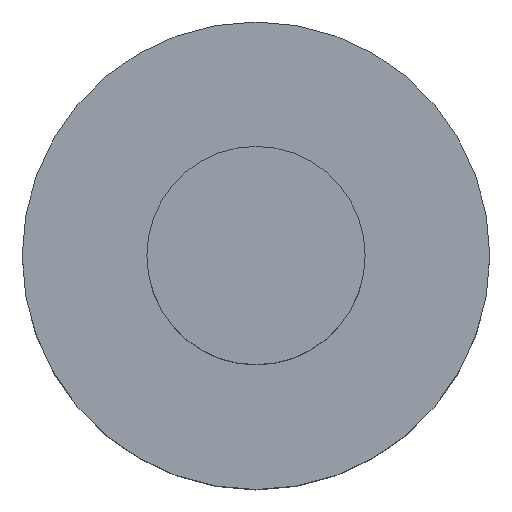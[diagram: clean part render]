
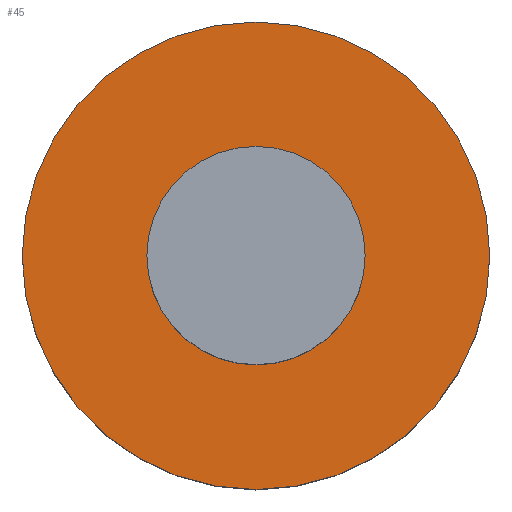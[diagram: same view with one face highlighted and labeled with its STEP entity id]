
A CAD part, top view. The second image highlights one B-rep face of the part: STEP entity #45.
In plain terms, the highlighted planar face has unit normal (0, 0, 1).
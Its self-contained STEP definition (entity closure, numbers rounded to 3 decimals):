
#42=PLANE('',#176);
#45=ADVANCED_FACE('',(#57,#58),#42,.F.);
#57=FACE_BOUND('',#71,.T.);
#58=FACE_BOUND('',#72,.T.);
#71=EDGE_LOOP('',(#87));
#72=EDGE_LOOP('',(#88));
#87=ORIENTED_EDGE('',*,*,#110,.T.);
#88=ORIENTED_EDGE('',*,*,#111,.F.);
#102=VERTEX_POINT('',#262);
#103=VERTEX_POINT('',#265);
#110=EDGE_CURVE('',#102,#102,#118,.T.);
#111=EDGE_CURVE('',#103,#103,#119,.T.);
#118=CIRCLE('',#173,6.8);
#119=CIRCLE('',#175,3.175);
#173=AXIS2_PLACEMENT_3D('',#261,#200,#201);
#175=AXIS2_PLACEMENT_3D('',#264,#204,#205);
#176=AXIS2_PLACEMENT_3D('',#266,#206,#207);
#200=DIRECTION('',(0.,0.,1.));
#201=DIRECTION('',(1.,0.,0.));
#204=DIRECTION('',(0.,0.,1.));
#205=DIRECTION('',(1.,0.,0.));
#206=DIRECTION('',(0.,0.,-1.));
#207=DIRECTION('',(1.,0.,0.));
#261=CARTESIAN_POINT('',(0.,0.,1.176));
#262=CARTESIAN_POINT('',(6.8,0.,1.176));
#264=CARTESIAN_POINT('',(0.,0.,1.176));
#265=CARTESIAN_POINT('',(3.175,0.,1.176));
#266=CARTESIAN_POINT('',(0.,-3.175,1.176));
